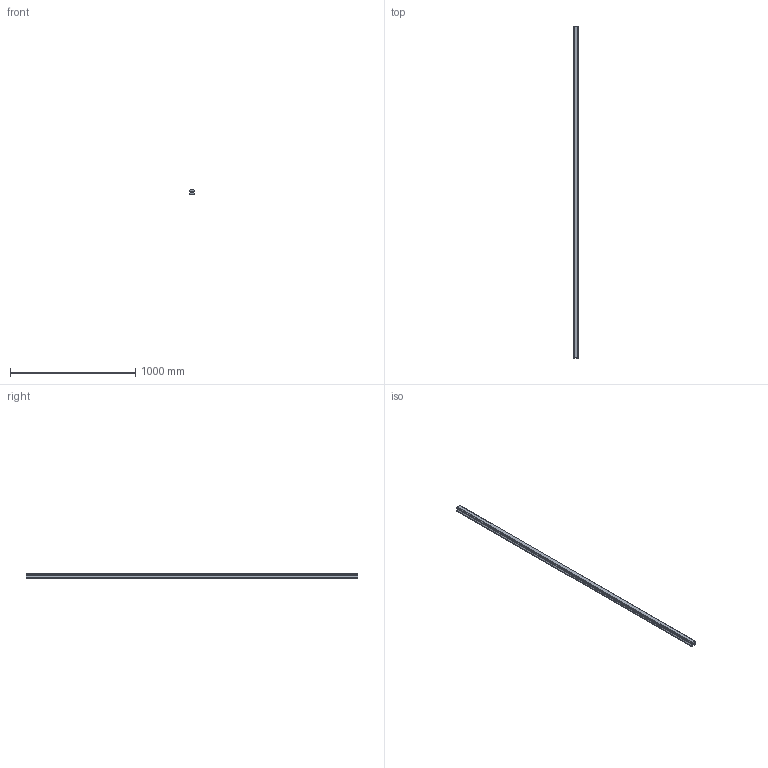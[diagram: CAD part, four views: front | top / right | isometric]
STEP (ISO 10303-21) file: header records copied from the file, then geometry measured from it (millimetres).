
FILE_DESCRIPTION(('STEP AP214'),'1');
FILE_NAME('cctmp_812FB748-6183-4E35-873F-6120A04F1839_2021_01_28_13_17_40_0001..stp','2021-01-28T12:17:40',('HIWIN GmbH'),('CADClick - www.CADClick.com'),'Spatial InterOp 3D',' ','unknown authorization');
FILE_SCHEMA(('AUTOMOTIVE_DESIGN'));
Length unit declared in the file: millimetre
Products named in the file (1): HGR45T2655C_FILE
Bounding box: 45 x 2655 x 38 mm (x, y, z)
Volume: 3716596.8 mm3; surface area: 481788.2 mm2
Topology: 1 solids, 1 shells, 201 faces, 533 edges, 312 vertices
Faces by surface type: plane 93, cylinder 56, cone 52
Entity records: 7411 total; most frequent: DIRECTION 997, CARTESIAN_POINT 995, ORIENTED_EDGE 962, EDGE_CURVE 481, LINE 369, VECTOR 369, AXIS2_PLACEMENT_3D 314, VERTEX_POINT 312
